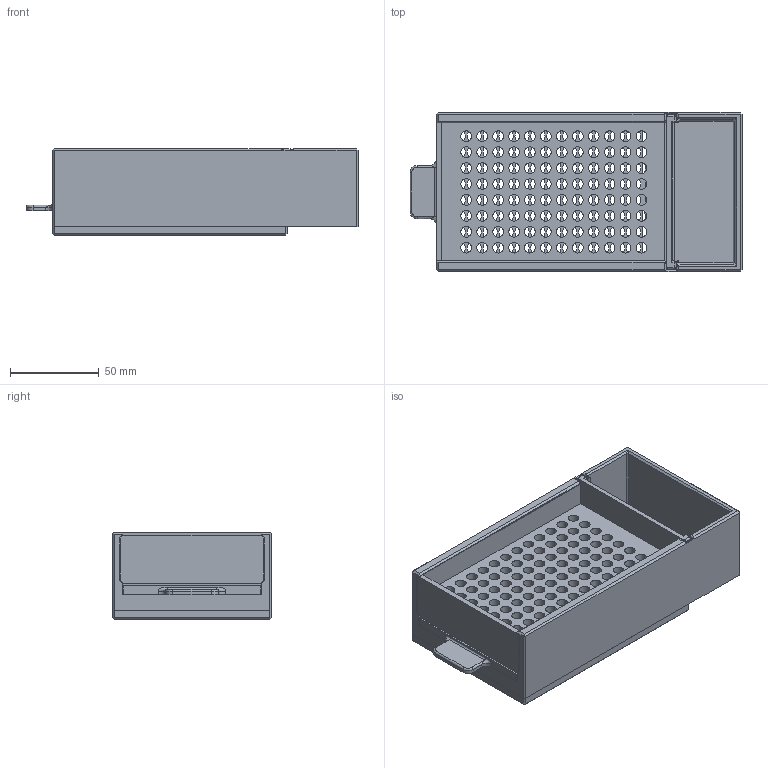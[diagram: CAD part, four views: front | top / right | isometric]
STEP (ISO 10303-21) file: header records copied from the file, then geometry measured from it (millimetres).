
FILE_DESCRIPTION(/* description */ (''),/* implementation_level */ '2;1');
FILE_NAME(/* name */ 'Well Plate Filler (LiftGate version).step',/* time_stamp */ '2025-07-11T15:42:35-04:00',/* author */ (''),/* organization */ (''),/* preprocessor_version */ 'ST-DEVELOPER v20.1',/* originating_system */ 'Autodesk Translation Framework v14.10.0.0',/* authorisation */ '');
FILE_SCHEMA (('AUTOMOTIVE_DESIGN { 1 0 10303 214 3 1 1 }'));
Length unit declared in the file: millimetre
Products named in the file (6): Well Plate Filler (LiftGate version); Well Plate Filler Main Body; ScrewCapTubeExtender; Dropper Plate; Top Plate; Gate
Assembly tree (5 placements, depth 3):
  Well Plate Filler (LiftGate version)
    Well Plate Filler Main Body
      ScrewCapTubeExtender
    Dropper Plate
    Top Plate
    Gate
Bounding box: 187.5 x 90 x 49 mm (x, y, z)
Volume: 255157.2 mm3; surface area: 153969.9 mm2
Topology: 5 solids, 5 shells, 515 faces, 1373 edges, 872 vertices
Faces by surface type: cylinder 257, plane 238, torus 8, cone 6, sphere 4, bspline 2
Full cylindrical faces by diameter (mm): 6 x96, 8 x96
Entity records: 17651 total; most frequent: CARTESIAN_POINT 3473, DIRECTION 2931, ORIENTED_EDGE 2746, EDGE_CURVE 1373, AXIS2_PLACEMENT_3D 1046, EDGE_LOOP 909, VERTEX_POINT 872, LINE 839
